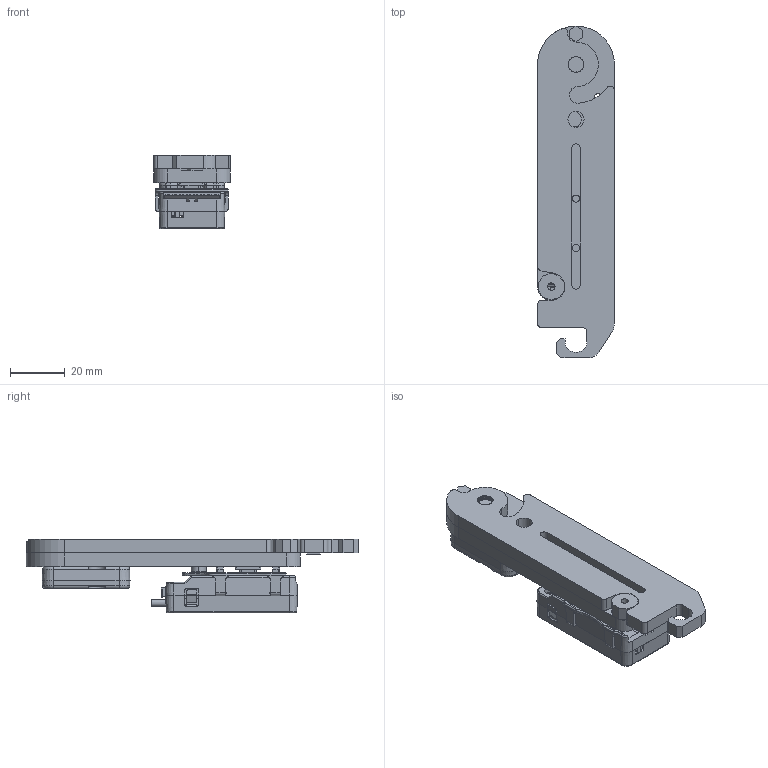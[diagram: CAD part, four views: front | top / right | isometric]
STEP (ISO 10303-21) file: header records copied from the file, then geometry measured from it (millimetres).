
FILE_DESCRIPTION((''),'2;1');
FILE_NAME('LJQ-01_ASM','2019-07-11T',('Administrator'),(''),'CREO PARAMETRIC BY PTC INC, 2014190','CREO PARAMETRIC BY PTC INC, 2014190','');
FILE_SCHEMA(('CONFIG_CONTROL_DESIGN'));
Length unit declared in the file: millimetre
Products named in the file (15): STF68AJ8Z4_10; STF68AJ8Z4_6; ANGLE-01; ANGLE_ASM; STF68AJ9S7_1; STF68AJ9S7_2; TAPE-C-01; GROVE-01; STF68AJ9OJ_1; STICK_ASM; LJQ-01; LJQ-02; LJQ-03; M3X4; LJQ-01_ASM
Assembly tree (14 placements, depth 3):
  LJQ-01_ASM
    ANGLE_ASM
      STF68AJ8Z4_10
      STF68AJ8Z4_6
      ANGLE-01
    STICK_ASM
      STF68AJ9S7_1
      STF68AJ9S7_2
      TAPE-C-01
      GROVE-01
      STF68AJ9OJ_1
    LJQ-01
    LJQ-02
    LJQ-03
    M3X4
Bounding box: 28 x 121 x 26.9 mm (x, y, z)
Volume: 35017.6 mm3; surface area: 30486.8 mm2
Topology: 13 solids, 13 shells, 1531 faces, 4422 edges, 2927 vertices
Faces by surface type: plane 1095, cylinder 228, cone 118, bspline 49, torus 35, sphere 6
Entity records: 52443 total; most frequent: CARTESIAN_POINT 11949, ORIENTED_EDGE 8832, DIRECTION 7794, EDGE_CURVE 4416, VECTOR 3296, LINE 3296, VERTEX_POINT 2927, AXIS2_PLACEMENT_3D 2249
